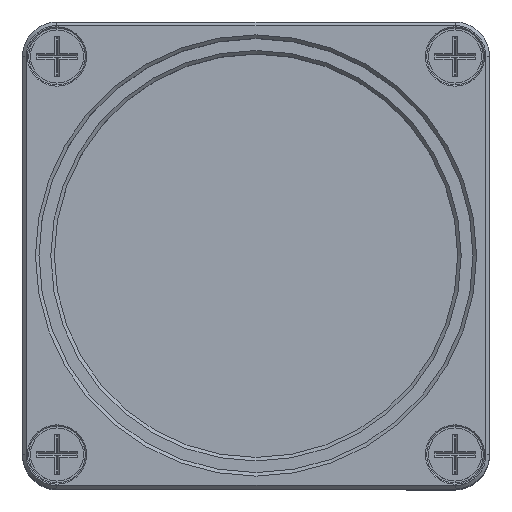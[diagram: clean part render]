
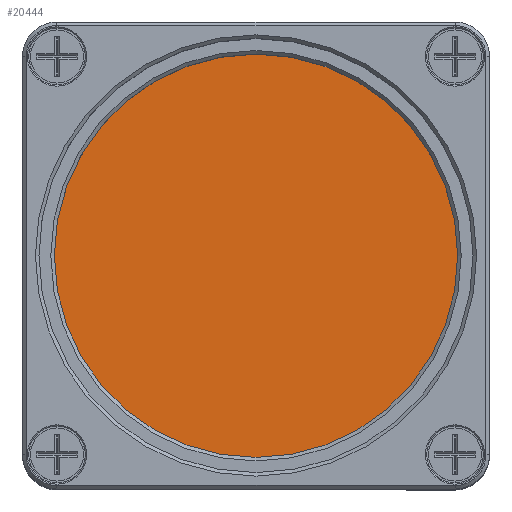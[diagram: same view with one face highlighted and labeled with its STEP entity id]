
A CAD part, top view. The second image highlights one B-rep face of the part: STEP entity #20444.
In plain terms, the highlighted planar face has unit normal (0, 0, 1).
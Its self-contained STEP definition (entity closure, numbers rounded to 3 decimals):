
#17330=FACE_OUTER_BOUND('',#31916,.T.);
#20444=ADVANCED_FACE('',(#17330),#23061,.T.);
#23061=PLANE('',#58494);
#31916=EDGE_LOOP('',(#35874));
#35874=ORIENTED_EDGE('',*,*,#50751,.T.);
#46748=VERTEX_POINT('',#76606);
#50751=EDGE_CURVE('',#46748,#46748,#56190,.T.);
#56190=CIRCLE('',#58491,12.5);
#58491=AXIS2_PLACEMENT_3D('',#76605,#63948,#63949);
#58494=AXIS2_PLACEMENT_3D('',#76610,#63954,#63955);
#63948=DIRECTION('',(0.,0.,1.));
#63949=DIRECTION('',(1.,0.,0.));
#63954=DIRECTION('',(0.,0.,1.));
#63955=DIRECTION('',(1.,0.,0.));
#76605=CARTESIAN_POINT('',(0.,0.,1.1));
#76606=CARTESIAN_POINT('',(12.5,0.,1.1));
#76610=CARTESIAN_POINT('',(0.,0.,1.1));
